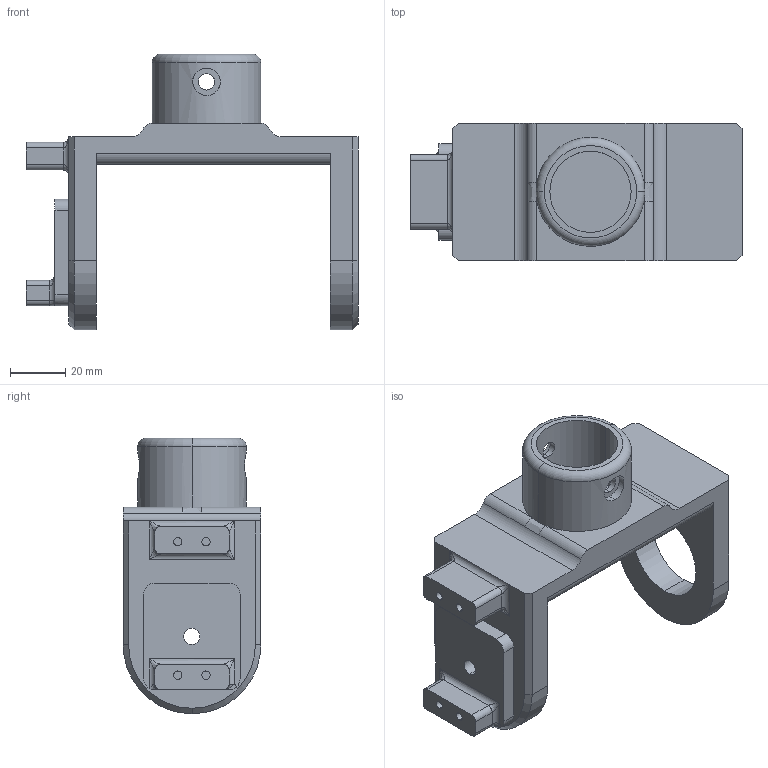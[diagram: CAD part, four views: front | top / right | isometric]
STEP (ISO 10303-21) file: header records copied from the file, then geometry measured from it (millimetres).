
FILE_DESCRIPTION (( 'STEP AP203' ), '1' );
FILE_NAME ('Pack and go 8-II( Updated Final Assembly File)End base 2_Default_sldprt.STEP', '2024-12-13T20:43:13', ( '' ), ( '' ), 'SwSTEP 2.0', 'SolidWorks 2024', '' );
FILE_SCHEMA (( 'CONFIG_CONTROL_DESIGN' ));
Length unit declared in the file: millimetre
Products named in the file (1): Pack and go 8-II( Updated Final Assembly File)End base 2_Default_sldprt
Bounding box: 120.5 x 50 x 100 mm (x, y, z)
Volume: 127162.7 mm3; surface area: 35097.4 mm2
Topology: 1 solids, 1 shells, 114 faces, 279 edges, 170 vertices
Faces by surface type: cylinder 57, plane 40, bspline 9, torus 5, cone 3
Entity records: 4044 total; most frequent: CARTESIAN_POINT 1313, DIRECTION 568, ORIENTED_EDGE 546, EDGE_CURVE 273, AXIS2_PLACEMENT_3D 217, VERTEX_POINT 170, LINE 134, VECTOR 134
